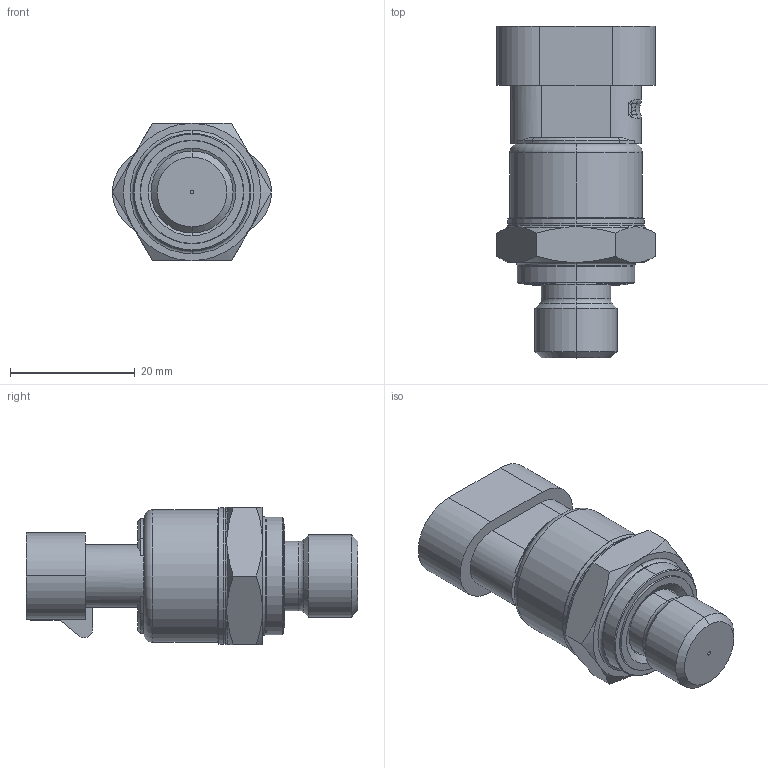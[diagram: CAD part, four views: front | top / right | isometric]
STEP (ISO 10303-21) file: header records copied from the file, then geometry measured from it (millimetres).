
FILE_DESCRIPTION (( 'STEP AP214' ), '1' );
FILE_NAME ('058980#~01.STEP', '2011-11-16T10:38:06', ( 'Windows-Benutzer' ), ( 'Sensor-Technik Wiedemann GmbH' ), 'SwSTEP 2.0', 'SolidWorks 2011', '' );
FILE_SCHEMA (( 'AUTOMOTIVE_DESIGN' ));
Length unit declared in the file: millimetre
Products named in the file (1): 058980#~01
Bounding box: 25.5 x 53.2 x 22 mm (x, y, z)
Surface area: 5817.5 mm2 (no closed solid volume)
Topology: 0 solids, 6 shells, 215 faces, 634 edges, 409 vertices
Faces by surface type: plane 83, bspline 45, cylinder 39, cone 28, torus 20
Entity records: 11939 total; most frequent: CARTESIAN_POINT 4309, ORIENTED_EDGE 1099, DIRECTION 964, EDGE_CURVE 626, VERTEX_POINT 409, AXIS2_PLACEMENT_3D 329, VECTOR 306, LINE 306
